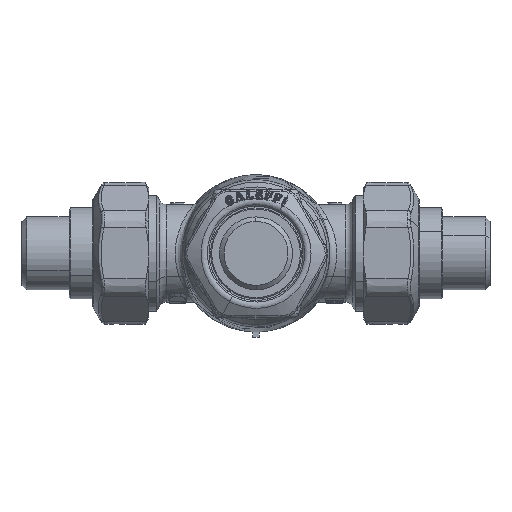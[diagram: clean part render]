
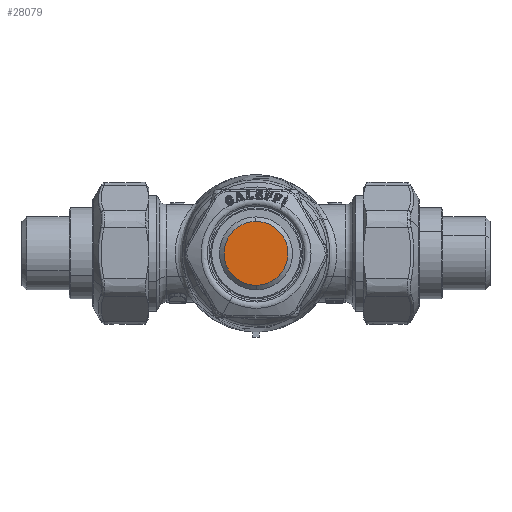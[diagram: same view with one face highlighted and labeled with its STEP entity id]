
A CAD part, front view. The second image highlights one B-rep face of the part: STEP entity #28079.
In plain terms, the highlighted planar face has unit normal (0, 1, 0).
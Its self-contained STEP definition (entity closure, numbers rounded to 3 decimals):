
#27919=CARTESIAN_POINT('Vertex',(0.216,-86.5,-9.147)) ;
#27922=CARTESIAN_POINT('Axis2P3D Location',(0.,-86.5,0.)) ;
#27926=CARTESIAN_POINT('Vertex',(-0.216,-86.5,9.147)) ;
#28043=CARTESIAN_POINT('Axis2P3D Location',(0.,-86.5,0.)) ;
#28070=CARTESIAN_POINT('Axis2P3D Location',(-3.75,-86.5,6.495)) ;
#27923=DIRECTION('Axis2P3D Direction',(0.,1.,0.)) ;
#28044=DIRECTION('Axis2P3D Direction',(-0.,1.,0.)) ;
#28071=DIRECTION('Axis2P3D Direction',(-0.,1.,0.)) ;
#28072=DIRECTION('Axis2P3D XDirection',(0.866,0.,0.5)) ;
#27924=AXIS2_PLACEMENT_3D('Circle Axis2P3D',#27922,#27923,$) ;
#28045=AXIS2_PLACEMENT_3D('Circle Axis2P3D',#28043,#28044,$) ;
#28073=AXIS2_PLACEMENT_3D('Plane Axis2P3D',#28070,#28071,#28072) ;
#28076=ORIENTED_EDGE('',*,*,#28047,.F.) ;
#28077=ORIENTED_EDGE('',*,*,#27928,.F.) ;
#28079=ADVANCED_FACE('Sheet.6',(#28078),#28074,.T.) ;
#27925=CIRCLE('generated circle',#27924,9.15) ;
#28046=CIRCLE('generated circle',#28045,9.15) ;
#27928=EDGE_CURVE('',#27920,#27927,#27925,.F.) ;
#28047=EDGE_CURVE('',#27927,#27920,#28046,.F.) ;
#28075=EDGE_LOOP('',(#28076,#28077)) ;
#28078=FACE_OUTER_BOUND('',#28075,.T.) ;
#28074=PLANE('',#28073) ;
#27920=VERTEX_POINT('',#27919) ;
#27927=VERTEX_POINT('',#27926) ;
